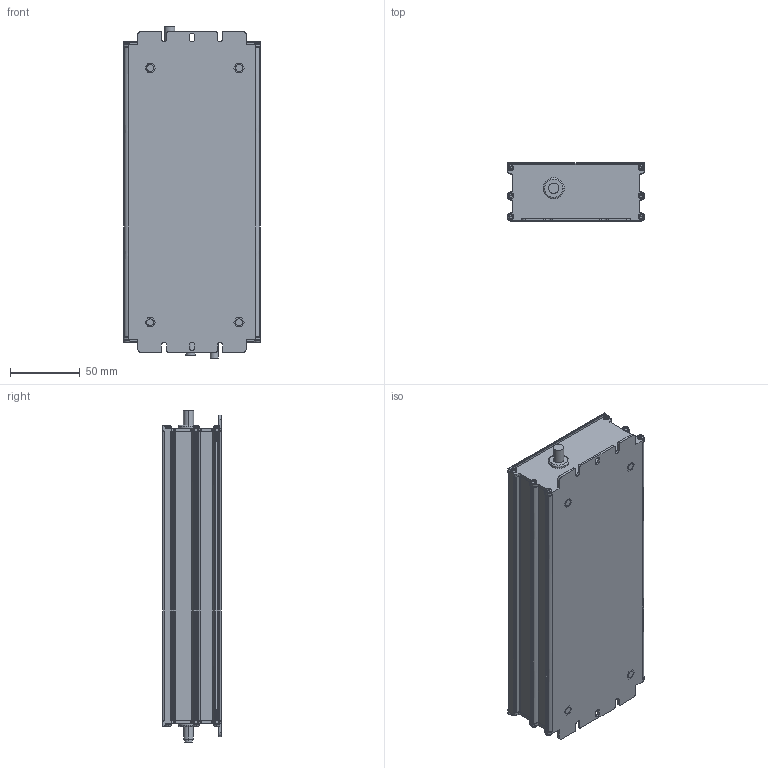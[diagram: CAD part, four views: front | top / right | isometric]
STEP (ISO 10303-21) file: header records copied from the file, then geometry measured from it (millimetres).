
FILE_DESCRIPTION(('Creo Elements/Direct Modeling STEP Export'),'2;1');
FILE_NAME('M92 3 cables.stp','2020-06-26T10:55:14',(''),(''),'PTC Creo Elements/Direct Modeling STEP processor for AP214 (Solid Model)','PTC Creo Elements/Direct Modeling 19.0E 27-Jun-2016 (C) Parametric Technology GmbH','');
FILE_SCHEMA(('AUTOMOTIVE_DESIGN { 1 0 10303 214 1 1 1 1 }'));
Length unit declared in the file: millimetre
Products named in the file (5): screw1; SCREWS; Casing; RIVETING; M92_3_Cables
Assembly tree (18 placements, depth 3):
  M92_3_Cables
    RIVETING  x4
    Casing
    SCREWS
      screw1  x12
Bounding box: 98 x 42 x 238.6 mm (x, y, z)
Volume: 124657.4 mm3; surface area: 149393 mm2
Topology: 17 solids, 19 shells, 1059 faces, 2804 edges, 1835 vertices
Faces by surface type: cylinder 453, plane 410, bspline 96, torus 60, extrusion 40
Entity records: 16643 total; most frequent: CARTESIAN_POINT 4506, ORIENTED_EDGE 2700, DIRECTION 2263, EDGE_CURVE 1350, VERTEX_POINT 884, AXIS2_PLACEMENT_3D 763, VECTOR 737, LINE 697
